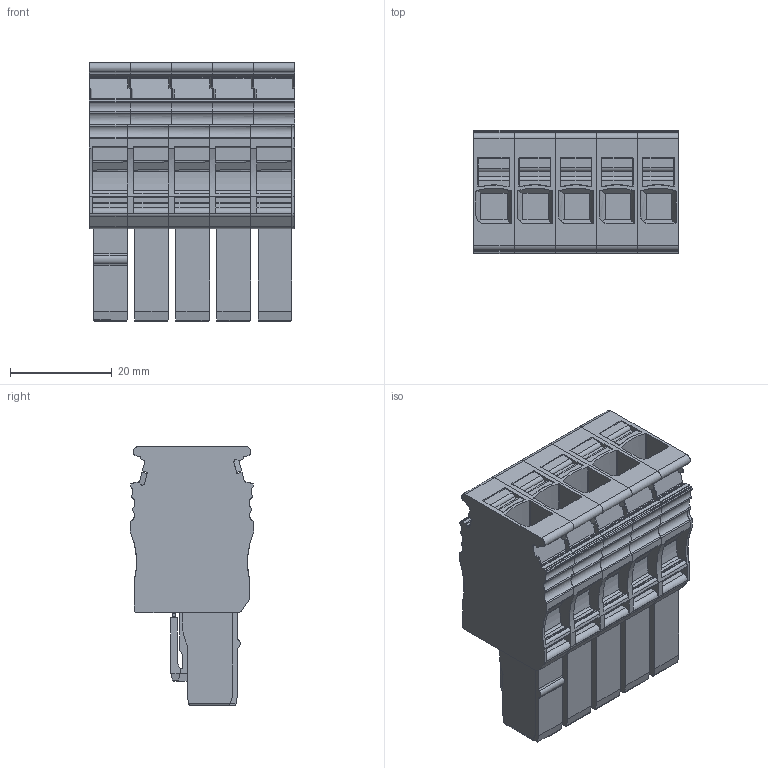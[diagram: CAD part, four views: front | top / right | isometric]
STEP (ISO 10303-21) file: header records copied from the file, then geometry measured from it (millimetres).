
FILE_DESCRIPTION(('CATIA V5 STEP Exchange','CAx-IF Rec.Pracs.--- Model Styling and Organization---1.4--- 2014-01-23'),'2;1');
FILE_NAME ('1454051-3_0', '2022-04-25T07:45:52+00:00', ('none'), ('Weidmueller'), 'CATIA Version 5-6 Release 2016 SP3 HF44', 'CATIA V5 STEP AP214', 'none');
FILE_SCHEMA(('AUTOMOTIVE_DESIGN { 1 0 10303 214 1 1 1 1 }'));
Products named in the file (1): 2882700000
Bounding box: 40.5 x 24.3 x 50.95 mm (x, y, z)
Volume: 29949.1 mm3; surface area: 25554 mm2
Topology: 11 solids, 35 shells, 3290 faces, 8453 edges, 5339 vertices
Faces by surface type: plane 1307, cylinder 1105, cone 449, torus 288, extrusion 100, bspline 41
Entity records: 98082 total; most frequent: CARTESIAN_POINT 23726, ORIENTED_EDGE 16898, DIRECTION 12378, EDGE_CURVE 8449, VERTEX_POINT 5339, AXIS2_PLACEMENT_3D 5025, VECTOR 4903, LINE 4803
